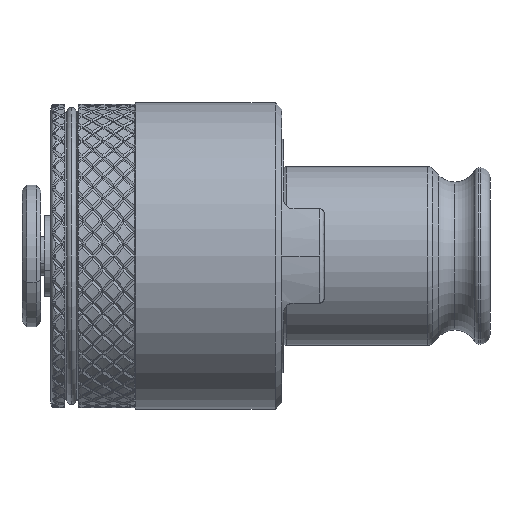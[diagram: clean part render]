
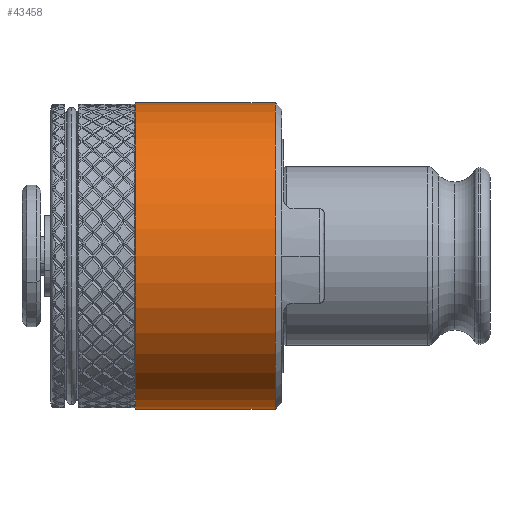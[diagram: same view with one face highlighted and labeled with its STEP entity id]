
A CAD part, front view. The second image highlights one B-rep face of the part: STEP entity #43458.
In plain terms, the highlighted cylindrical face has radius 16.25 mm (diameter 32.5 mm), a partial arc.
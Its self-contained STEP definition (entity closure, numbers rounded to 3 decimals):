
#160 = AXIS2_PLACEMENT_3D ( 'NONE', #8820, #14350, #41606 ) ;
#5459 = LINE ( 'NONE', #34715, #34636 ) ;
#6789 = DIRECTION ( 'NONE',  ( -1., 0., 0. ) ) ;
#7990 = CARTESIAN_POINT ( 'NONE',  ( -9.84, 0., 0. ) ) ;
#8820 = CARTESIAN_POINT ( 'NONE',  ( 5.66, 0., 0. ) ) ;
#10100 = ORIENTED_EDGE ( 'NONE', *, *, #54659, .F. ) ;
#10226 = ORIENTED_EDGE ( 'NONE', *, *, #27607, .T. ) ;
#12039 = DIRECTION ( 'NONE',  ( -1., 0., 0. ) ) ;
#12358 = CIRCLE ( 'NONE', #21437, 16.25 ) ;
#12721 = DIRECTION ( 'NONE',  ( -1., 0., 0. ) ) ;
#13542 = DIRECTION ( 'NONE',  ( 0., 0., -1. ) ) ;
#13554 = CARTESIAN_POINT ( 'NONE',  ( -9.84, 0., 16.25 ) ) ;
#14350 = DIRECTION ( 'NONE',  ( -1., 0., 0. ) ) ;
#16108 = ORIENTED_EDGE ( 'NONE', *, *, #51433, .F. ) ;
#17287 = CARTESIAN_POINT ( 'NONE',  ( 5.66, 0., 16.25 ) ) ;
#18575 = AXIS2_PLACEMENT_3D ( 'NONE', #39566, #6789, #45099 ) ;
#20102 = CARTESIAN_POINT ( 'NONE',  ( 4.96, 0., 16.25 ) ) ;
#21437 = AXIS2_PLACEMENT_3D ( 'NONE', #7990, #46281, #13542 ) ;
#27607 = EDGE_CURVE ( 'NONE', #27701, #55765, #68223, .T. ) ;
#27701 = VERTEX_POINT ( 'NONE', #35045 ) ;
#34636 = VECTOR ( 'NONE', #12721, 1000. ) ;
#34715 = CARTESIAN_POINT ( 'NONE',  ( 5.66, 0., -16.25 ) ) ;
#35045 = CARTESIAN_POINT ( 'NONE',  ( 4.96, 0., -16.25 ) ) ;
#39190 = VERTEX_POINT ( 'NONE', #50626 ) ;
#39566 = CARTESIAN_POINT ( 'NONE',  ( 4.96, 0., 0. ) ) ;
#41606 = DIRECTION ( 'NONE',  ( 0., 0., -1. ) ) ;
#43458 = ADVANCED_FACE ( 'NONE', ( #58214 ), #56487, .T. ) ;
#45098 = VECTOR ( 'NONE', #12039, 1000. ) ;
#45099 = DIRECTION ( 'NONE',  ( 0., 0., -1. ) ) ;
#45895 = ORIENTED_EDGE ( 'NONE', *, *, #48718, .T. ) ;
#46281 = DIRECTION ( 'NONE',  ( -1., 0., 0. ) ) ;
#48718 = EDGE_CURVE ( 'NONE', #55765, #52013, #59595, .T. ) ;
#50626 = CARTESIAN_POINT ( 'NONE',  ( -9.84, 0., -16.25 ) ) ;
#51433 = EDGE_CURVE ( 'NONE', #39190, #52013, #12358, .T. ) ;
#52013 = VERTEX_POINT ( 'NONE', #13554 ) ;
#54659 = EDGE_CURVE ( 'NONE', #27701, #39190, #5459, .T. ) ;
#55765 = VERTEX_POINT ( 'NONE', #20102 ) ;
#56487 = CYLINDRICAL_SURFACE ( 'NONE', #160, 16.25 ) ;
#58214 = FACE_OUTER_BOUND ( 'NONE', #64047, .T. ) ;
#59595 = LINE ( 'NONE', #17287, #45098 ) ;
#64047 = EDGE_LOOP ( 'NONE', ( #10226, #45895, #16108, #10100 ) ) ;
#68223 = CIRCLE ( 'NONE', #18575, 16.25 ) ;
